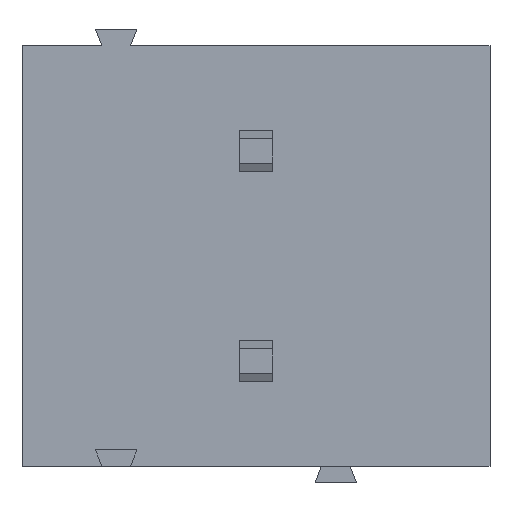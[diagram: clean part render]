
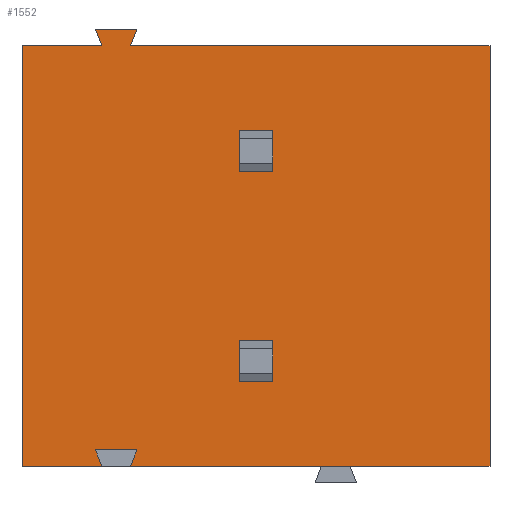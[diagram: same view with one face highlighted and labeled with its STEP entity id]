
A CAD part, front view. The second image highlights one B-rep face of the part: STEP entity #1552.
In plain terms, the highlighted planar face has unit normal (0, -1, 0).
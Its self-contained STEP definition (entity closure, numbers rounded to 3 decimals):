
#68=FACE_BOUND('',#369,.T.);
#69=FACE_BOUND('',#370,.T.);
#182=PLANE('',#1704);
#269=FACE_OUTER_BOUND('',#368,.T.);
#368=EDGE_LOOP('',(#1426,#1427,#1428,#1429,#1430,#1431,#1432,#1433,#1434,
#1435,#1436,#1437));
#369=EDGE_LOOP('',(#1438,#1439,#1440,#1441));
#370=EDGE_LOOP('',(#1442,#1443,#1444,#1445));
#394=LINE('',#3491,#546);
#398=LINE('',#3500,#550);
#404=LINE('',#3513,#556);
#424=LINE('',#3555,#576);
#430=LINE('',#3566,#582);
#433=LINE('',#3572,#585);
#441=LINE('',#3588,#593);
#444=LINE('',#3594,#596);
#452=LINE('',#3610,#604);
#455=LINE('',#3618,#607);
#485=LINE('',#3681,#637);
#493=LINE('',#3693,#645);
#494=LINE('',#3695,#646);
#495=LINE('',#3697,#647);
#497=LINE('',#3702,#649);
#502=LINE('',#3711,#654);
#503=LINE('',#3714,#655);
#521=LINE('',#3748,#673);
#522=LINE('',#3750,#674);
#523=LINE('',#3751,#675);
#546=VECTOR('',#1890,1.);
#550=VECTOR('',#1896,1.);
#556=VECTOR('',#1904,1.);
#576=VECTOR('',#1936,1.);
#582=VECTOR('',#1946,1.);
#585=VECTOR('',#1951,1.);
#593=VECTOR('',#1967,1.);
#596=VECTOR('',#1972,1.);
#604=VECTOR('',#1988,1.);
#607=VECTOR('',#1993,1.);
#637=VECTOR('',#2047,1.);
#645=VECTOR('',#2055,1.);
#646=VECTOR('',#2058,1.);
#647=VECTOR('',#2061,1.);
#649=VECTOR('',#2065,1.);
#654=VECTOR('',#2074,1.);
#655=VECTOR('',#2077,1.);
#673=VECTOR('',#2111,1.);
#674=VECTOR('',#2114,1.);
#675=VECTOR('',#2115,1.);
#754=VERTEX_POINT('',#3488);
#755=VERTEX_POINT('',#3490);
#758=VERTEX_POINT('',#3497);
#759=VERTEX_POINT('',#3499);
#764=VERTEX_POINT('',#3510);
#765=VERTEX_POINT('',#3512);
#781=VERTEX_POINT('',#3554);
#784=VERTEX_POINT('',#3564);
#786=VERTEX_POINT('',#3570);
#790=VERTEX_POINT('',#3586);
#792=VERTEX_POINT('',#3592);
#796=VERTEX_POINT('',#3608);
#799=VERTEX_POINT('',#3615);
#800=VERTEX_POINT('',#3617);
#821=VERTEX_POINT('',#3680);
#825=VERTEX_POINT('',#3691);
#827=VERTEX_POINT('',#3701);
#829=VERTEX_POINT('',#3709);
#830=VERTEX_POINT('',#3713);
#838=VERTEX_POINT('',#3746);
#917=EDGE_CURVE('',#755,#754,#394,.T.);
#921=EDGE_CURVE('',#758,#759,#398,.T.);
#927=EDGE_CURVE('',#764,#765,#404,.T.);
#947=EDGE_CURVE('',#755,#781,#424,.T.);
#953=EDGE_CURVE('',#754,#784,#430,.T.);
#956=EDGE_CURVE('',#758,#786,#433,.T.);
#964=EDGE_CURVE('',#790,#759,#441,.T.);
#967=EDGE_CURVE('',#764,#792,#444,.T.);
#975=EDGE_CURVE('',#796,#765,#452,.T.);
#978=EDGE_CURVE('',#799,#800,#455,.T.);
#1008=EDGE_CURVE('',#781,#821,#485,.T.);
#1016=EDGE_CURVE('',#825,#784,#493,.T.);
#1017=EDGE_CURVE('',#790,#786,#494,.T.);
#1018=EDGE_CURVE('',#796,#792,#495,.T.);
#1020=EDGE_CURVE('',#800,#827,#497,.T.);
#1025=EDGE_CURVE('',#829,#799,#502,.T.);
#1026=EDGE_CURVE('',#821,#830,#503,.T.);
#1044=EDGE_CURVE('',#838,#825,#521,.T.);
#1045=EDGE_CURVE('',#829,#830,#522,.T.);
#1046=EDGE_CURVE('',#838,#827,#523,.T.);
#1426=ORIENTED_EDGE('',*,*,#1020,.F.);
#1427=ORIENTED_EDGE('',*,*,#978,.F.);
#1428=ORIENTED_EDGE('',*,*,#1025,.F.);
#1429=ORIENTED_EDGE('',*,*,#1045,.T.);
#1430=ORIENTED_EDGE('',*,*,#1026,.F.);
#1431=ORIENTED_EDGE('',*,*,#1008,.F.);
#1432=ORIENTED_EDGE('',*,*,#947,.F.);
#1433=ORIENTED_EDGE('',*,*,#917,.T.);
#1434=ORIENTED_EDGE('',*,*,#953,.T.);
#1435=ORIENTED_EDGE('',*,*,#1016,.F.);
#1436=ORIENTED_EDGE('',*,*,#1044,.F.);
#1437=ORIENTED_EDGE('',*,*,#1046,.T.);
#1438=ORIENTED_EDGE('',*,*,#975,.T.);
#1439=ORIENTED_EDGE('',*,*,#927,.F.);
#1440=ORIENTED_EDGE('',*,*,#967,.T.);
#1441=ORIENTED_EDGE('',*,*,#1018,.F.);
#1442=ORIENTED_EDGE('',*,*,#964,.T.);
#1443=ORIENTED_EDGE('',*,*,#921,.F.);
#1444=ORIENTED_EDGE('',*,*,#956,.T.);
#1445=ORIENTED_EDGE('',*,*,#1017,.F.);
#1552=ADVANCED_FACE('',(#269,#68,#69),#182,.F.);
#1704=AXIS2_PLACEMENT_3D('',#3749,#2112,#2113);
#1890=DIRECTION('',(1.,0.,0.));
#1896=DIRECTION('',(0.,0.,1.));
#1904=DIRECTION('',(0.,0.,1.));
#1936=DIRECTION('',(0.358,0.,-0.934));
#1946=DIRECTION('',(-0.358,0.,-0.934));
#1951=DIRECTION('',(-1.,0.,0.));
#1967=DIRECTION('',(1.,0.,0.));
#1972=DIRECTION('',(-1.,0.,0.));
#1988=DIRECTION('',(1.,0.,0.));
#1993=DIRECTION('',(1.,0.,0.));
#2047=DIRECTION('',(-1.,0.,0.));
#2055=DIRECTION('',(-1.,0.,0.));
#2058=DIRECTION('',(0.,0.,-1.));
#2061=DIRECTION('',(0.,0.,-1.));
#2065=DIRECTION('',(-0.358,0.,-0.934));
#2074=DIRECTION('',(-0.358,0.,0.934));
#2077=DIRECTION('',(0.,0.,1.));
#2111=DIRECTION('',(0.,0.,-1.));
#2112=DIRECTION('center_axis',(0.,1.,0.));
#2113=DIRECTION('ref_axis',(0.,0.,1.));
#2114=DIRECTION('',(-1.,0.,0.));
#2115=DIRECTION('',(-1.,0.,0.));
#3488=CARTESIAN_POINT('',(-7.375,-0.15,10.54));
#3490=CARTESIAN_POINT('',(-8.375,-0.15,10.54));
#3491=CARTESIAN_POINT('',(-8.375,-0.15,10.54));
#3497=CARTESIAN_POINT('',(-4.09,-0.15,12.18));
#3499=CARTESIAN_POINT('',(-4.09,-0.15,13.18));
#3500=CARTESIAN_POINT('',(-4.09,-0.15,14.63));
#3510=CARTESIAN_POINT('',(-4.09,-0.15,17.26));
#3512=CARTESIAN_POINT('',(-4.09,-0.15,18.26));
#3513=CARTESIAN_POINT('',(-4.09,-0.15,19.71));
#3554=CARTESIAN_POINT('',(-8.221,-0.15,10.14));
#3555=CARTESIAN_POINT('',(-8.375,-0.15,10.54));
#3564=CARTESIAN_POINT('',(-7.529,-0.15,10.14));
#3566=CARTESIAN_POINT('',(-7.375,-0.15,10.54));
#3570=CARTESIAN_POINT('',(-4.89,-0.15,12.18));
#3572=CARTESIAN_POINT('',(-3.89,-0.15,12.18));
#3586=CARTESIAN_POINT('',(-4.89,-0.15,13.18));
#3588=CARTESIAN_POINT('',(-4.89,-0.15,13.18));
#3592=CARTESIAN_POINT('',(-4.89,-0.15,17.26));
#3594=CARTESIAN_POINT('',(-3.89,-0.15,17.26));
#3608=CARTESIAN_POINT('',(-4.89,-0.15,18.26));
#3610=CARTESIAN_POINT('',(-4.89,-0.15,18.26));
#3615=CARTESIAN_POINT('',(-8.375,-0.15,20.7));
#3617=CARTESIAN_POINT('',(-7.375,-0.15,20.7));
#3618=CARTESIAN_POINT('',(-8.375,-0.15,20.7));
#3680=CARTESIAN_POINT('',(-10.15,-0.15,10.14));
#3681=CARTESIAN_POINT('',(12.475,-0.15,10.14));
#3691=CARTESIAN_POINT('',(1.15,-0.15,10.14));
#3693=CARTESIAN_POINT('',(12.475,-0.15,10.14));
#3695=CARTESIAN_POINT('',(-4.89,-0.15,10.12));
#3697=CARTESIAN_POINT('',(-4.89,-0.15,10.12));
#3701=CARTESIAN_POINT('',(-7.529,-0.15,20.3));
#3702=CARTESIAN_POINT('',(-7.375,-0.15,20.7));
#3709=CARTESIAN_POINT('',(-8.221,-0.15,20.3));
#3711=CARTESIAN_POINT('',(-8.221,-0.15,20.3));
#3713=CARTESIAN_POINT('',(-10.15,-0.15,20.3));
#3714=CARTESIAN_POINT('',(-10.15,-0.15,10.12));
#3746=CARTESIAN_POINT('',(1.15,-0.15,20.3));
#3748=CARTESIAN_POINT('',(1.15,-0.15,10.12));
#3749=CARTESIAN_POINT('Origin',(12.475,-0.15,10.12));
#3750=CARTESIAN_POINT('',(-4.9,-0.15,20.3));
#3751=CARTESIAN_POINT('',(-4.9,-0.15,20.3));
